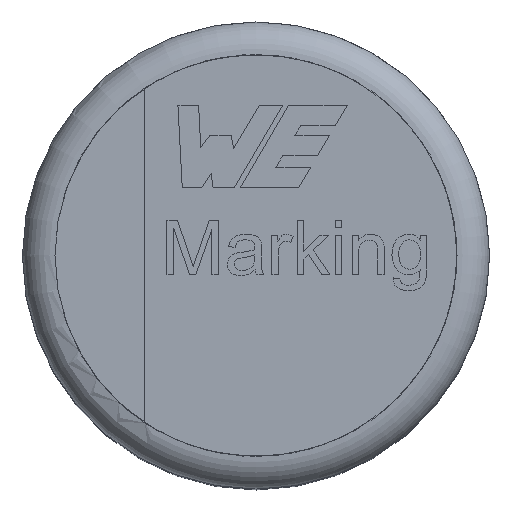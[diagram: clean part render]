
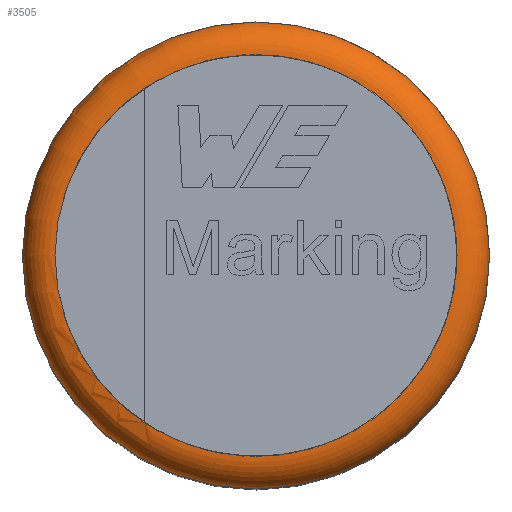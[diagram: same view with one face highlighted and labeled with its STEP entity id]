
A CAD part, top view. The second image highlights one B-rep face of the part: STEP entity #3505.
In plain terms, the highlighted toroidal (fillet/blend) face has major radius 2.711 mm and minor radius 0.439 mm.
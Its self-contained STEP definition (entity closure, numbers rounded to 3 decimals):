
#28=TOROIDAL_SURFACE('',#3684,2.711,0.439);
#197=CIRCLE('',#3680,2.711);
#198=CIRCLE('',#3682,3.15);
#200=CIRCLE('',#3685,2.711);
#356=ORIENTED_EDGE('',*,*,#966,.T.);
#357=ORIENTED_EDGE('',*,*,#1042,.T.);
#358=ORIENTED_EDGE('',*,*,#1040,.F.);
#966=EDGE_CURVE('',#1309,#1310,#197,.T.);
#1040=EDGE_CURVE('',#1383,#1383,#198,.T.);
#1042=EDGE_CURVE('',#1310,#1309,#200,.T.);
#1309=VERTEX_POINT('',#4522);
#1310=VERTEX_POINT('',#4523);
#1383=VERTEX_POINT('',#4954);
#1852=EDGE_LOOP('',(#356,#357));
#1853=EDGE_LOOP('',(#358));
#2083=FACE_BOUND('',#1852,.T.);
#2084=FACE_BOUND('',#1853,.T.);
#3505=ADVANCED_FACE('',(#2083,#2084),#28,.T.);
#3680=AXIS2_PLACEMENT_3D('',#4521,#3917,#3918);
#3682=AXIS2_PLACEMENT_3D('',#4953,#3935,#3936);
#3684=AXIS2_PLACEMENT_3D('',#4957,#3939,#3940);
#3685=AXIS2_PLACEMENT_3D('',#4958,#3941,#3942);
#3917=DIRECTION('',(0.,0.,-1.));
#3918=DIRECTION('',(-1.,0.,0.));
#3935=DIRECTION('',(0.,0.,-1.));
#3936=DIRECTION('',(-1.,0.,0.));
#3939=DIRECTION('',(0.,0.,-1.));
#3940=DIRECTION('',(-1.,0.,0.));
#3941=DIRECTION('',(0.,0.,-1.));
#3942=DIRECTION('',(1.,0.,0.));
#4521=CARTESIAN_POINT('',(0.,0.,7.89));
#4522=CARTESIAN_POINT('',(-1.5,2.259,7.89));
#4523=CARTESIAN_POINT('',(-1.5,-2.259,7.89));
#4953=CARTESIAN_POINT('',(0.,0.,7.451));
#4954=CARTESIAN_POINT('',(-3.15,0.,7.451));
#4957=CARTESIAN_POINT('',(0.,0.,7.451));
#4958=CARTESIAN_POINT('',(0.,0.,7.89));
